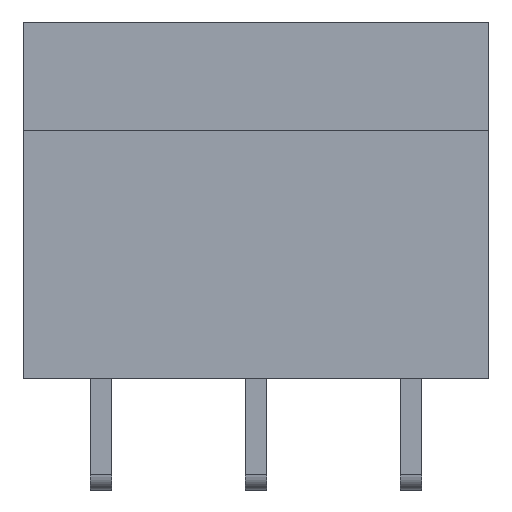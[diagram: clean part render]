
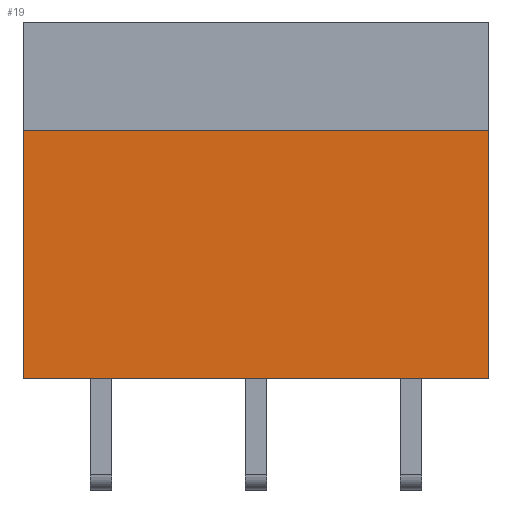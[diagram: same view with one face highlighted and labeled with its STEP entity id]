
A CAD part, top view. The second image highlights one B-rep face of the part: STEP entity #19.
In plain terms, the highlighted planar face has unit normal (0, 0, 1).
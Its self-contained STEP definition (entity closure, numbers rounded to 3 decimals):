
#19 = ADVANCED_FACE ( 'NONE', ( #6015 ), #2551, .F. ) ;
#20 = VERTEX_POINT ( 'NONE', #5212 ) ;
#430 = ORIENTED_EDGE ( 'NONE', *, *, #3928, .T. ) ;
#471 = DIRECTION ( 'NONE',  ( -1., 0., 0. ) ) ;
#1102 = ORIENTED_EDGE ( 'NONE', *, *, #4529, .T. ) ;
#1424 = DIRECTION ( 'NONE',  ( 0., -1., 0. ) ) ;
#1479 = EDGE_CURVE ( 'NONE', #3979, #6469, #1994, .T. ) ;
#1517 = DIRECTION ( 'NONE',  ( 0., 0., -1. ) ) ;
#1563 = CARTESIAN_POINT ( 'NONE',  ( 2.5, -5.75, 3.75 ) ) ;
#1593 = DIRECTION ( 'NONE',  ( -1., 0., 0. ) ) ;
#1605 = VECTOR ( 'NONE', #4427, 1000. ) ;
#1994 = LINE ( 'NONE', #6781, #3655 ) ;
#2019 = CARTESIAN_POINT ( 'NONE',  ( 2.5, 2.25, 3.75 ) ) ;
#2543 = CARTESIAN_POINT ( 'NONE',  ( 2.5, -5.75, 3.75 ) ) ;
#2551 = PLANE ( 'NONE',  #3382 ) ;
#2930 = EDGE_CURVE ( 'NONE', #6469, #5535, #5767, .T. ) ;
#3076 = DIRECTION ( 'NONE',  ( -1., 0., 0. ) ) ;
#3165 = ORIENTED_EDGE ( 'NONE', *, *, #2930, .F. ) ;
#3368 = CARTESIAN_POINT ( 'NONE',  ( -12.5, -5.75, 3.75 ) ) ;
#3382 = AXIS2_PLACEMENT_3D ( 'NONE', #4147, #1517, #471 ) ;
#3655 = VECTOR ( 'NONE', #1424, 1000. ) ;
#3863 = VECTOR ( 'NONE', #1593, 1000. ) ;
#3928 = EDGE_CURVE ( 'NONE', #3979, #20, #4918, .T. ) ;
#3979 = VERTEX_POINT ( 'NONE', #6199 ) ;
#4147 = CARTESIAN_POINT ( 'NONE',  ( 2.5, -5.75, 3.75 ) ) ;
#4427 = DIRECTION ( 'NONE',  ( 0., -1., 0. ) ) ;
#4529 = EDGE_CURVE ( 'NONE', #20, #5535, #5079, .T. ) ;
#4733 = CARTESIAN_POINT ( 'NONE',  ( -12.5, -5.75, 3.75 ) ) ;
#4918 = LINE ( 'NONE', #2019, #5655 ) ;
#5079 = LINE ( 'NONE', #3368, #1605 ) ;
#5212 = CARTESIAN_POINT ( 'NONE',  ( -12.5, 2.25, 3.75 ) ) ;
#5535 = VERTEX_POINT ( 'NONE', #4733 ) ;
#5655 = VECTOR ( 'NONE', #3076, 1000. ) ;
#5767 = LINE ( 'NONE', #1563, #3863 ) ;
#6015 = FACE_OUTER_BOUND ( 'NONE', #6751, .T. ) ;
#6108 = ORIENTED_EDGE ( 'NONE', *, *, #1479, .F. ) ;
#6199 = CARTESIAN_POINT ( 'NONE',  ( 2.5, 2.25, 3.75 ) ) ;
#6469 = VERTEX_POINT ( 'NONE', #2543 ) ;
#6751 = EDGE_LOOP ( 'NONE', ( #430, #1102, #3165, #6108 ) ) ;
#6781 = CARTESIAN_POINT ( 'NONE',  ( 2.5, -5.75, 3.75 ) ) ;
